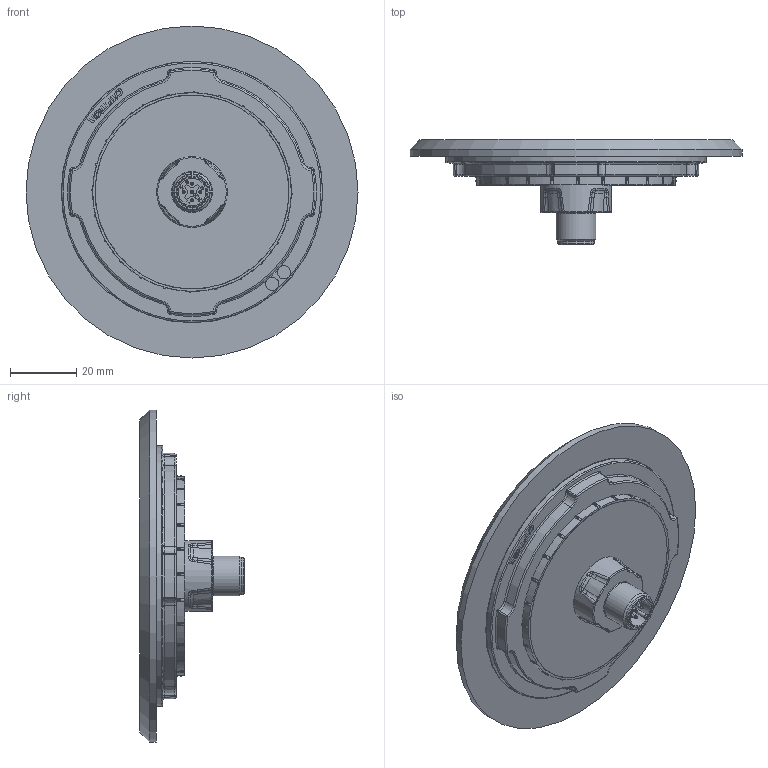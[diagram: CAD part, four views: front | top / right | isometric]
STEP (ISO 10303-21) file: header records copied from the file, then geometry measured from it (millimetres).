
FILE_DESCRIPTION (( 'STEP AP203' ), '1' );
FILE_NAME ('CAP001587-00.STEP', '2022-10-19T13:55:15', ( '' ), ( '' ), 'SwSTEP 2.0', 'SolidWorks 2021', '' );
FILE_SCHEMA (( 'CONFIG_CONTROL_DESIGN' ));
Length unit declared in the file: millimetre
Products named in the file (1): CAP001587-00
Bounding box: 100 x 31.57 x 100 mm (x, y, z)
Surface area: 21607.4 mm2 (no closed solid volume)
Topology: 0 solids, 18 shells, 775 faces, 2043 edges, 1293 vertices
Faces by surface type: plane 310, bspline 146, torus 123, cone 114, cylinder 48, sphere 34
Full cylindrical faces by diameter (mm): 2.6 x16, 4 x2, 10.9 x1, 12 x1, 21.3 x1, 78.6 x1, 78.8 x1, 100 x1
Entity records: 28490 total; most frequent: CARTESIAN_POINT 11302, ORIENTED_EDGE 3826, DIRECTION 3107, EDGE_CURVE 1913, VERTEX_POINT 1243, AXIS2_PLACEMENT_3D 1136, EDGE_LOOP 846, LINE 835
